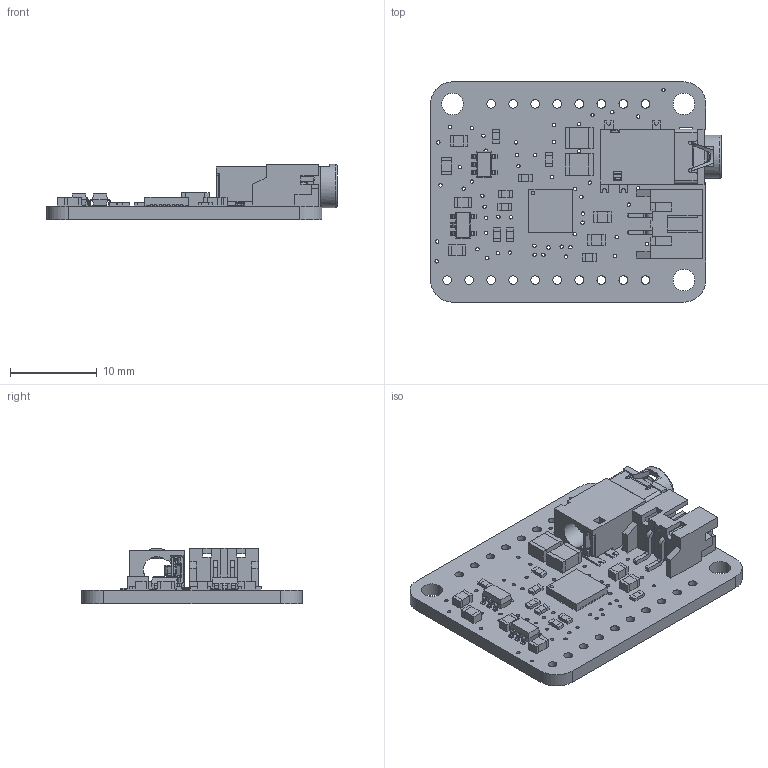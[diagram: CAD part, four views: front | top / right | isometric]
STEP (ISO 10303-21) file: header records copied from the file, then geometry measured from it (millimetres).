
FILE_DESCRIPTION(/* description */ (''),/* implementation_level */ '2;1');
FILE_NAME(/* name */ 'PCB Component.step',/* time_stamp */ '2025-04-16T14:23:12-04:00',/* author */ (''),/* organization */ (''),/* preprocessor_version */ 'ST-DEVELOPER v20.1',/* originating_system */ 'Autodesk Translation Framework v14.4.0.0',/* authorisation */ '');
FILE_SCHEMA (('AUTOMOTIVE_DESIGN { 1 0 10303 214 3 1 1 }'));
Length unit declared in the file: millimetre
Products named in the file (9): PCB Component; Board; AP2127K-1.8; 10uF; 2.2K; TRRS_2SWITCH_PJ332A; TLV320DAC3100; 100uF/6.3V; CON_JST_PH_2PIN_MTPH2
Assembly tree (22 placements, depth 2):
  PCB Component
    Board
    AP2127K-1.8  x2
    10uF  x6
    2.2K  x8
    TRRS_2SWITCH_PJ332A
    TLV320DAC3100
    100uF/6.3V  x2
    CON_JST_PH_2PIN_MTPH2
Bounding box: 33.54 x 25.4 x 6.37 mm (x, y, z)
Volume: 1582 mm3; surface area: 3603.2 mm2
Topology: 66 solids, 66 shells, 1576 faces, 4228 edges, 2783 vertices
Faces by surface type: plane 1157, cylinder 378, bspline 27, cone 8, torus 6
Full cylindrical faces by diameter (mm): 0.394 x73, 0.4 x2, 1 x18, 1.2 x2, 1.4 x2, 2.5 x3, 3.6 x1, 5 x1
Entity records: 43606 total; most frequent: CARTESIAN_POINT 8821, ORIENTED_EDGE 7110, DIRECTION 6923, EDGE_CURVE 3555, LINE 2727, VECTOR 2727, VERTEX_POINT 2339, AXIS2_PLACEMENT_3D 2098
